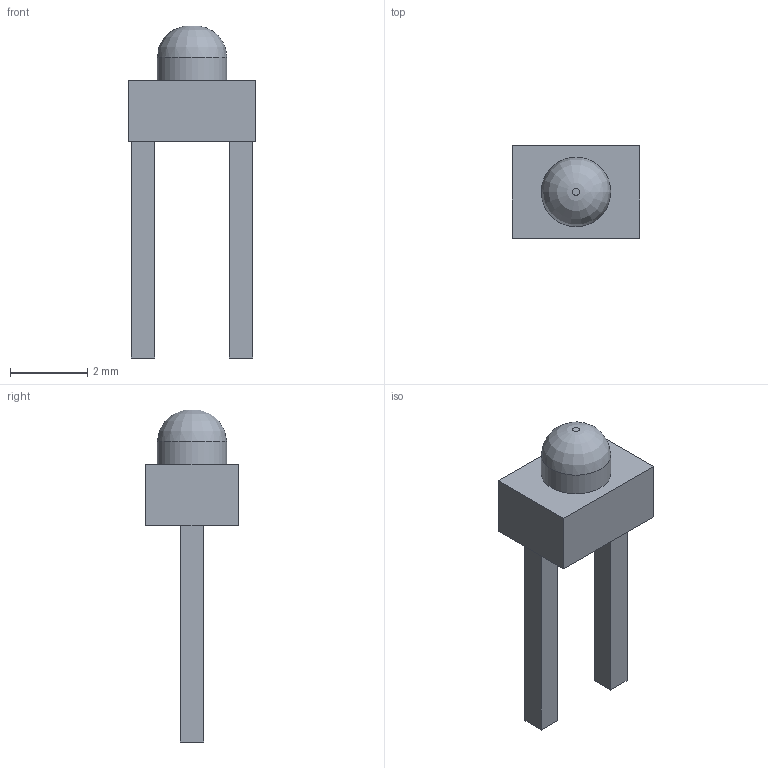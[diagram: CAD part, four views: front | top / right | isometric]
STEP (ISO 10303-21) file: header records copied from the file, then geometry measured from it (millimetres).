
FILE_DESCRIPTION(('FreeCAD Model'),'2;1');
FILE_NAME('LED_D1.8mm_W3.3mm_H2.4mm.step','2017-11-25T21:36:36',('kicad StepUp'),( 'ksu MCAD'),'Open CASCADE STEP processor 6.8','FreeCAD','Unknown');
FILE_SCHEMA(('AUTOMOTIVE_DESIGN_CC2 { 1 2 10303 214 -1 1 5 4 }'));
Length unit declared in the file: millimetre
Products named in the file (1): LED_D1.8mm_W3.3mm_H2.4mm
Bounding box: 3.3 x 2.4 x 8.6 mm (x, y, z)
Volume: 19.6 mm3; surface area: 66.6 mm2
Topology: 1 solids, 1 shells, 19 faces, 41 edges, 27 vertices
Faces by surface type: plane 17, cylinder 1, revolution 1
Full cylindrical faces by diameter (mm): 1.8 x1
Entity records: 399 total; most frequent: CARTESIAN_POINT 57, ORIENTED_EDGE 57, EDGE_CURVE 41, LINE 37, VERTEX_POINT 27, FACE_BOUND 22, EDGE_LOOP 22, AXIS2_PLACEMENT_3D 21
